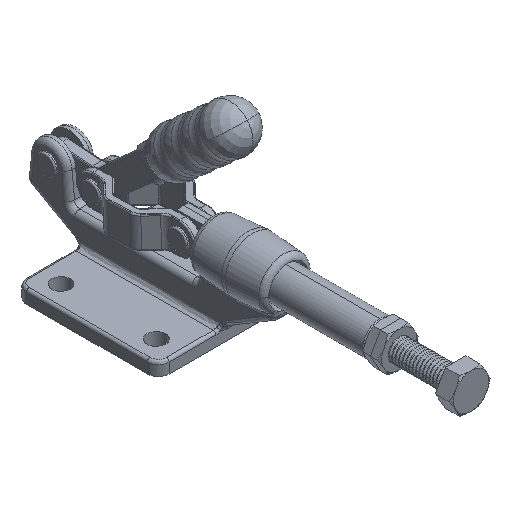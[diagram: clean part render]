
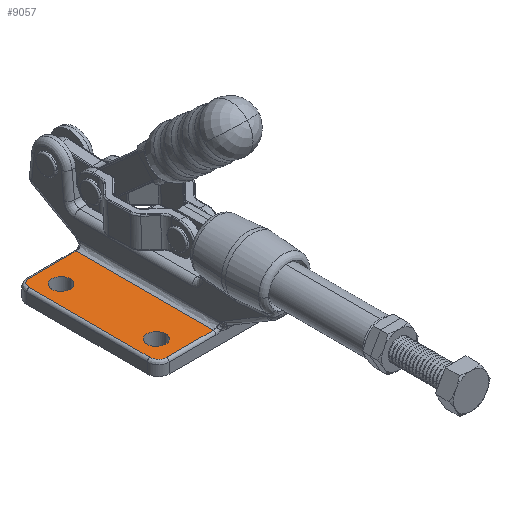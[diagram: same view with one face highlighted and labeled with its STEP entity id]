
A CAD part, isometric view. The second image highlights one B-rep face of the part: STEP entity #9057.
In plain terms, the highlighted planar face has unit normal (0, 0, 1).
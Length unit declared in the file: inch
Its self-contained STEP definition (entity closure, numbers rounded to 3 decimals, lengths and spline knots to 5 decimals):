
#4651=EDGE_CURVE('',#6990,#7664,#13474,.T.);
#4958=VERTEX_POINT('',#13807);
#5046=EDGE_CURVE('',#7664,#6990,#13900,.T.);
#6434=EDGE_CURVE('',#9560,#11139,#15419,.T.);
#6990=VERTEX_POINT('',#16020);
#7189=EDGE_CURVE('',#9031,#12508,#16240,.T.);
#7664=VERTEX_POINT('',#16758);
#7709=VERTEX_POINT('',#16806);
#8106=VERTEX_POINT('',#17236);
#8192=EDGE_CURVE('',#7709,#8106,#17329,.T.);
#8252=EDGE_CURVE('',#8106,#12327,#17392,.T.);
#8802=EDGE_CURVE('',#12327,#4958,#17995,.T.);
#9031=VERTEX_POINT('',#18242);
#9057=ADVANCED_FACE('',(#18269,#18270,#18271),#18272,.T.);
#9186=EDGE_CURVE('',#7709,#12508,#18408,.T.);
#9560=VERTEX_POINT('',#18812);
#11139=VERTEX_POINT('',#20523);
#12037=EDGE_CURVE('',#11139,#9560,#21502,.T.);
#12327=VERTEX_POINT('',#21817);
#12508=VERTEX_POINT('',#22014);
#12666=EDGE_CURVE('',#4958,#9031,#22182,.T.);
#13474=(B_SPLINE_CURVE(3,(#24111,#24112,#24113,#24114),.UNSPECIFIED.,.F.,.F.)B_SPLINE_CURVE_WITH_KNOTS((4,4),(-6.28319,-3.14159),.UNSPECIFIED.)RATIONAL_B_SPLINE_CURVE((1.0,0.333,0.333,1.0))BOUNDED_CURVE()REPRESENTATION_ITEM('')GEOMETRIC_REPRESENTATION_ITEM()CURVE());
#13807=CARTESIAN_POINT('',(-1.09055,2.35113,-0.81102));
#13900=(B_SPLINE_CURVE(3,(#25254,#25255,#25256,#25257),.UNSPECIFIED.,.F.,.F.)B_SPLINE_CURVE_WITH_KNOTS((4,4),(-3.14159,0.0),.UNSPECIFIED.)RATIONAL_B_SPLINE_CURVE((1.0,0.333,0.333,1.0))BOUNDED_CURVE()REPRESENTATION_ITEM('')GEOMETRIC_REPRESENTATION_ITEM()CURVE());
#15419=(B_SPLINE_CURVE(3,(#31196,#31197,#31198,#31199),.UNSPECIFIED.,.F.,.F.)B_SPLINE_CURVE_WITH_KNOTS((4,4),(-3.14159,0.0),.UNSPECIFIED.)RATIONAL_B_SPLINE_CURVE((1.0,0.333,0.333,1.0))BOUNDED_CURVE()REPRESENTATION_ITEM('')GEOMETRIC_REPRESENTATION_ITEM()CURVE());
#16020=CARTESIAN_POINT('',(-0.68307,2.16609,-0.81102));
#16240=B_SPLINE_CURVE_WITH_KNOTS('',1,(#34290,#34291),.UNSPECIFIED.,.F.,.F.,(2,2),(-0.0534,-0.0362),.UNSPECIFIED.);
#16758=CARTESIAN_POINT('',(-0.94685,2.16609,-0.81102));
#16806=CARTESIAN_POINT('',(-0.29528,0.48499,-0.81102));
#17236=CARTESIAN_POINT('',(-0.97244,0.48499,-0.81102));
#17329=B_SPLINE_CURVE_WITH_KNOTS('',1,(#38145,#38146),.UNSPECIFIED.,.F.,.F.,(2,2),(0.0362,0.0534),.UNSPECIFIED.);
#17392=(B_SPLINE_CURVE(3,(#38339,#38340,#38341,#38342),.UNSPECIFIED.,.F.,.F.)B_SPLINE_CURVE_WITH_KNOTS((4,4),(-4.71239,-3.14159),.UNSPECIFIED.)RATIONAL_B_SPLINE_CURVE((1.0,0.805,0.805,1.0))BOUNDED_CURVE()REPRESENTATION_ITEM('')GEOMETRIC_REPRESENTATION_ITEM()CURVE());
#17995=B_SPLINE_CURVE_WITH_KNOTS('',1,(#40872,#40873),.UNSPECIFIED.,.F.,.F.,(2,2),(0.0,0.0444),.UNSPECIFIED.);
#18242=CARTESIAN_POINT('',(-0.97244,2.46924,-0.81102));
#18269=FACE_OUTER_BOUND('',#41702,.T.);
#18270=FACE_BOUND('',#41703,.T.);
#18271=FACE_BOUND('',#41704,.T.);
#18272=PLANE('',#41705);
#18408=B_SPLINE_CURVE_WITH_KNOTS('',1,(#42162,#42163),.UNSPECIFIED.,.F.,.F.,(2,2),(-0.0474,0.003),.UNSPECIFIED.);
#18812=CARTESIAN_POINT('',(-0.94685,0.78814,-0.81102));
#20523=CARTESIAN_POINT('',(-0.68307,0.78814,-0.81102));
#21502=(B_SPLINE_CURVE(3,(#54578,#54579,#54580,#54581),.UNSPECIFIED.,.F.,.F.)B_SPLINE_CURVE_WITH_KNOTS((4,4),(-6.28319,-3.14159),.UNSPECIFIED.)RATIONAL_B_SPLINE_CURVE((1.0,0.333,0.333,1.0))BOUNDED_CURVE()REPRESENTATION_ITEM('')GEOMETRIC_REPRESENTATION_ITEM()CURVE());
#21817=CARTESIAN_POINT('',(-1.09055,0.6031,-0.81102));
#22014=CARTESIAN_POINT('',(-0.29528,2.46924,-0.81102));
#22182=(B_SPLINE_CURVE(3,(#57261,#57262,#57263,#57264),.UNSPECIFIED.,.F.,.F.)B_SPLINE_CURVE_WITH_KNOTS((4,4),(-3.14159,-1.5708),.UNSPECIFIED.)RATIONAL_B_SPLINE_CURVE((1.0,0.805,0.805,1.0))BOUNDED_CURVE()REPRESENTATION_ITEM('')GEOMETRIC_REPRESENTATION_ITEM()CURVE());
#24111=CARTESIAN_POINT('',(-0.68307,2.16609,-0.81102));
#24112=CARTESIAN_POINT('',(-0.68307,2.42987,-0.81102));
#24113=CARTESIAN_POINT('',(-0.94685,2.42987,-0.81102));
#24114=CARTESIAN_POINT('',(-0.94685,2.16609,-0.81102));
#25254=CARTESIAN_POINT('',(-0.94685,2.16609,-0.81102));
#25255=CARTESIAN_POINT('',(-0.94685,1.90231,-0.81102));
#25256=CARTESIAN_POINT('',(-0.68307,1.90231,-0.81102));
#25257=CARTESIAN_POINT('',(-0.68307,2.16609,-0.81102));
#31196=CARTESIAN_POINT('',(-0.94685,0.78814,-0.81102));
#31197=CARTESIAN_POINT('',(-0.94685,0.52436,-0.81102));
#31198=CARTESIAN_POINT('',(-0.68307,0.52436,-0.81102));
#31199=CARTESIAN_POINT('',(-0.68307,0.78814,-0.81102));
#34290=CARTESIAN_POINT('',(-0.97244,2.46924,-0.81102));
#34291=CARTESIAN_POINT('',(-0.29528,2.46924,-0.81102));
#38145=CARTESIAN_POINT('',(-0.29528,0.48499,-0.81102));
#38146=CARTESIAN_POINT('',(-0.97244,0.48499,-0.81102));
#38339=CARTESIAN_POINT('',(-0.97244,0.48499,-0.81102));
#38340=CARTESIAN_POINT('',(-1.04163,0.48499,-0.81102));
#38341=CARTESIAN_POINT('',(-1.09055,0.53391,-0.81102));
#38342=CARTESIAN_POINT('',(-1.09055,0.6031,-0.81102));
#40872=CARTESIAN_POINT('',(-1.09055,0.6031,-0.81102));
#40873=CARTESIAN_POINT('',(-1.09055,2.35113,-0.81102));
#41702=EDGE_LOOP('',(#63838,#63839,#63840,#63841,#63842,#63843));
#41703=EDGE_LOOP('',(#63844,#63845));
#41704=EDGE_LOOP('',(#63846,#63847));
#41705=AXIS2_PLACEMENT_3D('',#63848,#63849,#63850);
#42162=CARTESIAN_POINT('',(-0.29528,0.48499,-0.81102));
#42163=CARTESIAN_POINT('',(-0.29528,2.46924,-0.81102));
#54578=CARTESIAN_POINT('',(-0.68307,0.78814,-0.81102));
#54579=CARTESIAN_POINT('',(-0.68307,1.05192,-0.81102));
#54580=CARTESIAN_POINT('',(-0.94685,1.05192,-0.81102));
#54581=CARTESIAN_POINT('',(-0.94685,0.78814,-0.81102));
#57261=CARTESIAN_POINT('',(-1.09055,2.35113,-0.81102));
#57262=CARTESIAN_POINT('',(-1.09055,2.42032,-0.81102));
#57263=CARTESIAN_POINT('',(-1.04163,2.46924,-0.81102));
#57264=CARTESIAN_POINT('',(-0.97244,2.46924,-0.81102));
#63838=ORIENTED_EDGE('',*,*,#8252,.F.);
#63839=ORIENTED_EDGE('',*,*,#8192,.F.);
#63840=ORIENTED_EDGE('',*,*,#9186,.T.);
#63841=ORIENTED_EDGE('',*,*,#7189,.F.);
#63842=ORIENTED_EDGE('',*,*,#12666,.F.);
#63843=ORIENTED_EDGE('',*,*,#8802,.F.);
#63844=ORIENTED_EDGE('',*,*,#6434,.F.);
#63845=ORIENTED_EDGE('',*,*,#12037,.F.);
#63846=ORIENTED_EDGE('',*,*,#5046,.F.);
#63847=ORIENTED_EDGE('',*,*,#4651,.F.);
#63848=CARTESIAN_POINT('',(-1.09055,0.48499,-0.81102));
#63849=DIRECTION('',(0.,0.,1.0));
#63850=DIRECTION('',(1.0,0.,0.));
